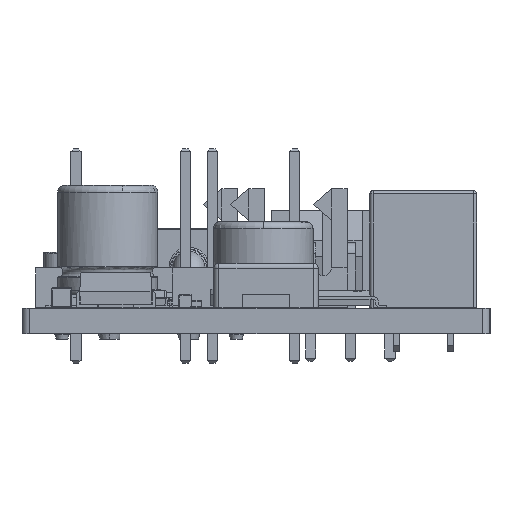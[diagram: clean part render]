
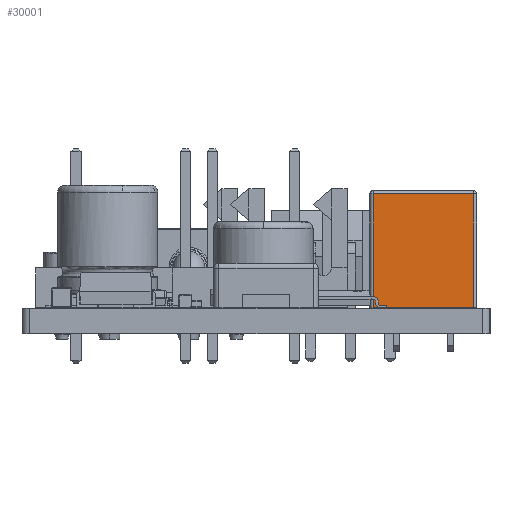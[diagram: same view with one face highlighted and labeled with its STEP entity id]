
A CAD part, left-side view. The second image highlights one B-rep face of the part: STEP entity #30001.
In plain terms, the highlighted planar face has unit normal (-1, 0, 0).
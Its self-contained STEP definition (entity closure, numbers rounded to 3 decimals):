
#29317 = VERTEX_POINT('',#29318);
#29318 = CARTESIAN_POINT('',(-3.04,1.47,0.));
#29325 = EDGE_CURVE('',#29317,#29326,#29328,.T.);
#29326 = VERTEX_POINT('',#29327);
#29327 = CARTESIAN_POINT('',(-3.04,-4.86,0.));
#29328 = LINE('',#29329,#29330);
#29329 = CARTESIAN_POINT('',(-3.04,1.67,0.));
#29330 = VECTOR('',#29331,1.);
#29331 = DIRECTION('',(0.,-1.,0.));
#29956 = VERTEX_POINT('',#29957);
#29957 = CARTESIAN_POINT('',(-3.04,1.47,7.17));
#29966 = EDGE_CURVE('',#29317,#29956,#29967,.T.);
#29967 = LINE('',#29968,#29969);
#29968 = CARTESIAN_POINT('',(-3.04,1.47,0.));
#29969 = VECTOR('',#29970,1.);
#29970 = DIRECTION('',(0.,0.,1.));
#29981 = VERTEX_POINT('',#29982);
#29982 = CARTESIAN_POINT('',(-3.04,-4.86,7.17));
#29989 = EDGE_CURVE('',#29326,#29981,#29990,.T.);
#29990 = LINE('',#29991,#29992);
#29991 = CARTESIAN_POINT('',(-3.04,-4.86,0.));
#29992 = VECTOR('',#29993,1.);
#29993 = DIRECTION('',(0.,0.,1.));
#30001 = ADVANCED_FACE('',(#30002),#30013,.F.);
#30002 = FACE_BOUND('',#30003,.F.);
#30003 = EDGE_LOOP('',(#30004,#30005,#30011,#30012));
#30004 = ORIENTED_EDGE('',*,*,#29966,.T.);
#30005 = ORIENTED_EDGE('',*,*,#30006,.T.);
#30006 = EDGE_CURVE('',#29956,#29981,#30007,.T.);
#30007 = LINE('',#30008,#30009);
#30008 = CARTESIAN_POINT('',(-3.04,1.47,7.17));
#30009 = VECTOR('',#30010,1.);
#30010 = DIRECTION('',(0.,-1.,0.));
#30011 = ORIENTED_EDGE('',*,*,#29989,.F.);
#30012 = ORIENTED_EDGE('',*,*,#29325,.F.);
#30013 = PLANE('',#30014);
#30014 = AXIS2_PLACEMENT_3D('',#30015,#30016,#30017);
#30015 = CARTESIAN_POINT('',(-3.04,1.67,0.));
#30016 = DIRECTION('',(1.,0.,0.));
#30017 = DIRECTION('',(0.,-1.,0.));
